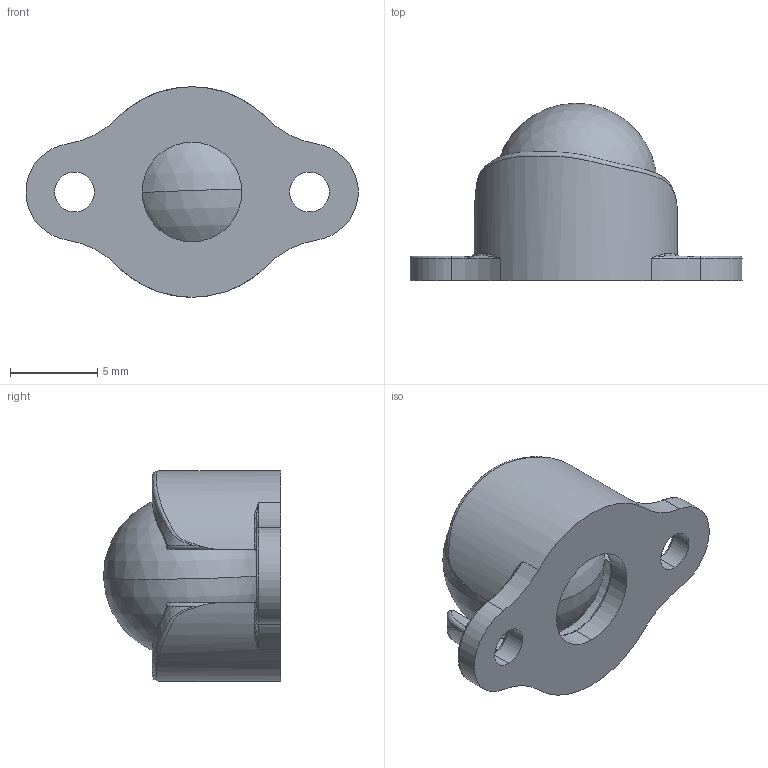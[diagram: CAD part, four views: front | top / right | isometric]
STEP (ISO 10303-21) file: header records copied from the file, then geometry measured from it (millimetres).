
FILE_DESCRIPTION (( 'STEP AP214' ), '1' );
FILE_NAME ('Pololu Ball Caster.STEP', '2017-10-02T04:42:53', ( '' ), ( '' ), 'SwSTEP 2.0', 'SolidWorks 2016', '' );
FILE_SCHEMA (( 'AUTOMOTIVE_DESIGN' ));
Length unit declared in the file: millimetre
Products named in the file (3): Pololu Ball Caster; base; ball
Assembly tree (2 placements, depth 2):
  Pololu Ball Caster
    base
    ball
Bounding box: 19.03 x 10.16 x 12.07 mm (x, y, z)
Volume: 755.7 mm3; surface area: 930 mm2
Topology: 2 solids, 2 shells, 63 faces, 162 edges, 97 vertices
Faces by surface type: bspline 20, cylinder 19, torus 16, plane 6, sphere 2
Entity records: 4074 total; most frequent: CARTESIAN_POINT 2621, ORIENTED_EDGE 306, DIRECTION 255, EDGE_CURVE 153, AXIS2_PLACEMENT_3D 113, VERTEX_POINT 94, EDGE_LOOP 69, CIRCLE 65
